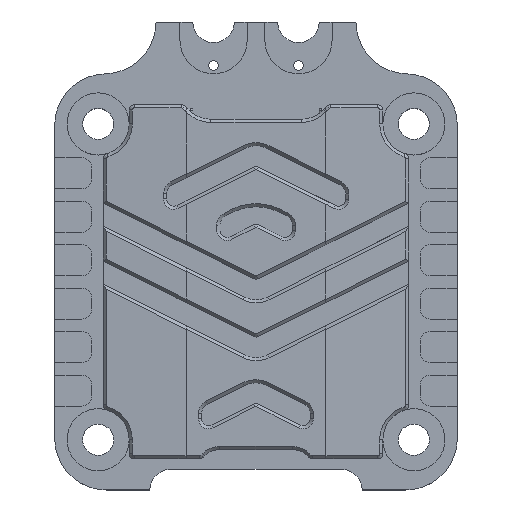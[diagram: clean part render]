
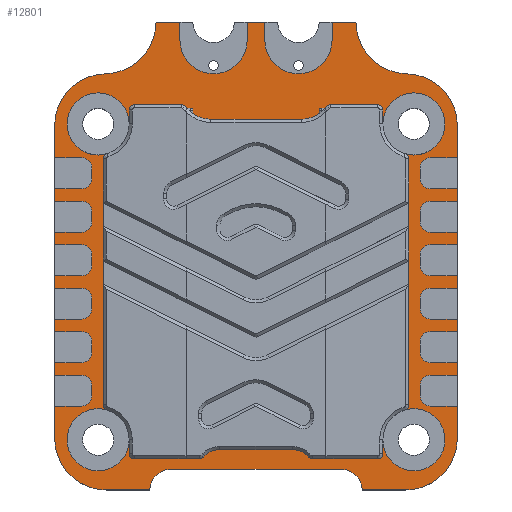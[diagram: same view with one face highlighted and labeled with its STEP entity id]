
A CAD part, top view. The second image highlights one B-rep face of the part: STEP entity #12801.
In plain terms, the highlighted planar face has unit normal (0, 0, 1).
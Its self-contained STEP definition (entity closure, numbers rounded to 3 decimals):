
#742=FACE_BOUND('',#1660,.T.);
#743=FACE_BOUND('',#1661,.T.);
#744=FACE_BOUND('',#1662,.T.);
#745=FACE_BOUND('',#1663,.T.);
#746=FACE_BOUND('',#1664,.T.);
#747=FACE_BOUND('',#1665,.T.);
#799=FACE_OUTER_BOUND('',#1659,.T.);
#1659=EDGE_LOOP('',(#8706,#8707,#8708,#8709,#8710,#8711,#8712,#8713,#8714,
#8715,#8716,#8717,#8718,#8719,#8720,#8721,#8722,#8723,#8724,#8725));
#1660=EDGE_LOOP('',(#8726));
#1661=EDGE_LOOP('',(#8727));
#1662=EDGE_LOOP('',(#8728));
#1663=EDGE_LOOP('',(#8729));
#1664=EDGE_LOOP('',(#8730));
#1665=EDGE_LOOP('',(#8731));
#2564=LINE('',#19334,#3778);
#2565=LINE('',#19337,#3779);
#2568=LINE('',#19342,#3782);
#2570=LINE('',#19348,#3784);
#2571=LINE('',#19352,#3785);
#2572=LINE('',#19356,#3786);
#2573=LINE('',#19360,#3787);
#2574=LINE('',#19364,#3788);
#2575=LINE('',#19368,#3789);
#2576=LINE('',#19372,#3790);
#3778=VECTOR('',#15251,10.);
#3779=VECTOR('',#15254,10.);
#3782=VECTOR('',#15259,10.);
#3784=VECTOR('',#15265,10.);
#3785=VECTOR('',#15268,10.);
#3786=VECTOR('',#15271,10.);
#3787=VECTOR('',#15274,10.);
#3788=VECTOR('',#15277,10.);
#3789=VECTOR('',#15280,10.);
#3790=VECTOR('',#15283,10.);
#4966=CIRCLE('',#13723,0.55);
#4969=CIRCLE('',#13727,2.1);
#4970=CIRCLE('',#13729,0.55);
#4973=CIRCLE('',#13733,2.1);
#4974=CIRCLE('',#13738,5.);
#4975=CIRCLE('',#13739,5.);
#4976=CIRCLE('',#13740,5.);
#4977=CIRCLE('',#13741,2.);
#4978=CIRCLE('',#13742,2.);
#4979=CIRCLE('',#13743,5.);
#4980=CIRCLE('',#13744,5.);
#4981=CIRCLE('',#13745,5.);
#4982=CIRCLE('',#13746,2.051);
#4983=CIRCLE('',#13747,2.05);
#4984=CIRCLE('',#13748,2.051);
#4985=CIRCLE('',#13749,2.05);
#5592=VERTEX_POINT('',#19300);
#5596=VERTEX_POINT('',#19309);
#5597=VERTEX_POINT('',#19311);
#5598=VERTEX_POINT('',#19315);
#5602=VERTEX_POINT('',#19324);
#5603=VERTEX_POINT('',#19326);
#5605=VERTEX_POINT('',#19332);
#5606=VERTEX_POINT('',#19336);
#5608=VERTEX_POINT('',#19345);
#5609=VERTEX_POINT('',#19347);
#5610=VERTEX_POINT('',#19349);
#5611=VERTEX_POINT('',#19351);
#5612=VERTEX_POINT('',#19353);
#5613=VERTEX_POINT('',#19355);
#5614=VERTEX_POINT('',#19357);
#5615=VERTEX_POINT('',#19359);
#5616=VERTEX_POINT('',#19361);
#5617=VERTEX_POINT('',#19363);
#5618=VERTEX_POINT('',#19365);
#5619=VERTEX_POINT('',#19367);
#5620=VERTEX_POINT('',#19369);
#5621=VERTEX_POINT('',#19371);
#5622=VERTEX_POINT('',#19374);
#5623=VERTEX_POINT('',#19376);
#5624=VERTEX_POINT('',#19378);
#5625=VERTEX_POINT('',#19380);
#6744=EDGE_CURVE('',#5592,#5592,#4966,.T.);
#6749=EDGE_CURVE('',#5597,#5596,#4969,.T.);
#6751=EDGE_CURVE('',#5598,#5598,#4970,.T.);
#6756=EDGE_CURVE('',#5603,#5602,#4973,.T.);
#6760=EDGE_CURVE('',#5605,#5596,#2564,.T.);
#6761=EDGE_CURVE('',#5606,#5603,#2565,.T.);
#6764=EDGE_CURVE('',#5602,#5597,#2568,.T.);
#6766=EDGE_CURVE('',#5608,#5605,#4974,.T.);
#6767=EDGE_CURVE('',#5609,#5608,#2570,.T.);
#6768=EDGE_CURVE('',#5609,#5610,#4975,.T.);
#6769=EDGE_CURVE('',#5611,#5610,#2571,.T.);
#6770=EDGE_CURVE('',#5611,#5612,#4976,.T.);
#6771=EDGE_CURVE('',#5613,#5612,#2572,.T.);
#6772=EDGE_CURVE('',#5614,#5613,#4977,.T.);
#6773=EDGE_CURVE('',#5615,#5614,#2573,.T.);
#6774=EDGE_CURVE('',#5616,#5615,#4978,.T.);
#6775=EDGE_CURVE('',#5616,#5617,#2574,.T.);
#6776=EDGE_CURVE('',#5617,#5618,#4979,.T.);
#6777=EDGE_CURVE('',#5618,#5619,#2575,.T.);
#6778=EDGE_CURVE('',#5619,#5620,#4980,.T.);
#6779=EDGE_CURVE('',#5620,#5621,#2576,.T.);
#6780=EDGE_CURVE('',#5606,#5621,#4981,.T.);
#6781=EDGE_CURVE('',#5622,#5622,#4982,.T.);
#6782=EDGE_CURVE('',#5623,#5623,#4983,.T.);
#6783=EDGE_CURVE('',#5624,#5624,#4984,.T.);
#6784=EDGE_CURVE('',#5625,#5625,#4985,.T.);
#8706=ORIENTED_EDGE('',*,*,#6749,.T.);
#8707=ORIENTED_EDGE('',*,*,#6760,.F.);
#8708=ORIENTED_EDGE('',*,*,#6766,.F.);
#8709=ORIENTED_EDGE('',*,*,#6767,.F.);
#8710=ORIENTED_EDGE('',*,*,#6768,.T.);
#8711=ORIENTED_EDGE('',*,*,#6769,.F.);
#8712=ORIENTED_EDGE('',*,*,#6770,.T.);
#8713=ORIENTED_EDGE('',*,*,#6771,.F.);
#8714=ORIENTED_EDGE('',*,*,#6772,.F.);
#8715=ORIENTED_EDGE('',*,*,#6773,.F.);
#8716=ORIENTED_EDGE('',*,*,#6774,.F.);
#8717=ORIENTED_EDGE('',*,*,#6775,.T.);
#8718=ORIENTED_EDGE('',*,*,#6776,.T.);
#8719=ORIENTED_EDGE('',*,*,#6777,.T.);
#8720=ORIENTED_EDGE('',*,*,#6778,.T.);
#8721=ORIENTED_EDGE('',*,*,#6779,.T.);
#8722=ORIENTED_EDGE('',*,*,#6780,.F.);
#8723=ORIENTED_EDGE('',*,*,#6761,.T.);
#8724=ORIENTED_EDGE('',*,*,#6756,.T.);
#8725=ORIENTED_EDGE('',*,*,#6764,.T.);
#8726=ORIENTED_EDGE('',*,*,#6781,.F.);
#8727=ORIENTED_EDGE('',*,*,#6782,.F.);
#8728=ORIENTED_EDGE('',*,*,#6783,.F.);
#8729=ORIENTED_EDGE('',*,*,#6784,.F.);
#8730=ORIENTED_EDGE('',*,*,#6751,.T.);
#8731=ORIENTED_EDGE('',*,*,#6744,.T.);
#12391=PLANE('',#13737);
#12801=ADVANCED_FACE('',(#799,#742,#743,#744,#745,#746,#747),#12391,.T.);
#13723=AXIS2_PLACEMENT_3D('',#19301,#15219,#15220);
#13727=AXIS2_PLACEMENT_3D('',#19312,#15229,#15230);
#13729=AXIS2_PLACEMENT_3D('',#19316,#15234,#15235);
#13733=AXIS2_PLACEMENT_3D('',#19327,#15244,#15245);
#13737=AXIS2_PLACEMENT_3D('',#19344,#15261,#15262);
#13738=AXIS2_PLACEMENT_3D('',#19346,#15263,#15264);
#13739=AXIS2_PLACEMENT_3D('',#19350,#15266,#15267);
#13740=AXIS2_PLACEMENT_3D('',#19354,#15269,#15270);
#13741=AXIS2_PLACEMENT_3D('',#19358,#15272,#15273);
#13742=AXIS2_PLACEMENT_3D('',#19362,#15275,#15276);
#13743=AXIS2_PLACEMENT_3D('',#19366,#15278,#15279);
#13744=AXIS2_PLACEMENT_3D('',#19370,#15281,#15282);
#13745=AXIS2_PLACEMENT_3D('',#19373,#15284,#15285);
#13746=AXIS2_PLACEMENT_3D('',#19375,#15286,#15287);
#13747=AXIS2_PLACEMENT_3D('',#19377,#15288,#15289);
#13748=AXIS2_PLACEMENT_3D('',#19379,#15290,#15291);
#13749=AXIS2_PLACEMENT_3D('',#19381,#15292,#15293);
#15219=DIRECTION('center_axis',(0.,0.,-1.));
#15220=DIRECTION('ref_axis',(1.,0.,0.));
#15229=DIRECTION('center_axis',(0.,0.,-1.));
#15230=DIRECTION('ref_axis',(-1.,0.,0.));
#15234=DIRECTION('center_axis',(0.,0.,-1.));
#15235=DIRECTION('ref_axis',(1.,0.,0.));
#15244=DIRECTION('center_axis',(0.,0.,-1.));
#15245=DIRECTION('ref_axis',(-1.,0.,0.));
#15251=DIRECTION('',(1.,0.,0.));
#15254=DIRECTION('',(-1.,0.,0.));
#15259=DIRECTION('',(-1.,0.,0.));
#15261=DIRECTION('center_axis',(0.,0.,1.));
#15262=DIRECTION('ref_axis',(1.,0.,0.));
#15263=DIRECTION('center_axis',(0.,0.,1.));
#15264=DIRECTION('ref_axis',(0.,-1.,0.));
#15265=DIRECTION('',(-1.,0.,0.));
#15266=DIRECTION('center_axis',(0.,0.,1.));
#15267=DIRECTION('ref_axis',(0.,1.,0.));
#15268=DIRECTION('',(0.,1.,0.));
#15269=DIRECTION('center_axis',(0.,0.,1.));
#15270=DIRECTION('ref_axis',(-1.,0.,0.));
#15271=DIRECTION('',(-1.,0.,0.));
#15272=DIRECTION('center_axis',(0.,0.,1.));
#15273=DIRECTION('ref_axis',(0.,1.,0.));
#15274=DIRECTION('',(-1.,0.,0.));
#15275=DIRECTION('center_axis',(0.,0.,1.));
#15276=DIRECTION('ref_axis',(1.,0.,0.));
#15277=DIRECTION('',(1.,0.,0.));
#15278=DIRECTION('center_axis',(0.,0.,1.));
#15279=DIRECTION('ref_axis',(0.,-1.,0.));
#15280=DIRECTION('',(0.,1.,0.));
#15281=DIRECTION('center_axis',(0.,0.,1.));
#15282=DIRECTION('ref_axis',(1.,0.,0.));
#15283=DIRECTION('',(1.,0.,0.));
#15284=DIRECTION('center_axis',(0.,0.,1.));
#15285=DIRECTION('ref_axis',(-1.,0.,0.));
#15286=DIRECTION('center_axis',(0.,0.,1.));
#15287=DIRECTION('ref_axis',(1.,0.,0.));
#15288=DIRECTION('center_axis',(0.,0.,1.));
#15289=DIRECTION('ref_axis',(1.,0.,0.));
#15290=DIRECTION('center_axis',(0.,0.,1.));
#15291=DIRECTION('ref_axis',(1.,0.,0.));
#15292=DIRECTION('center_axis',(0.,0.,1.));
#15293=DIRECTION('ref_axis',(1.,0.,0.));
#19300=CARTESIAN_POINT('',(15.136,54.561,0.));
#19301=CARTESIAN_POINT('Origin',(15.686,54.561,0.));
#19309=CARTESIAN_POINT('',(13.586,58.761,0.));
#19311=CARTESIAN_POINT('',(17.786,58.761,0.));
#19312=CARTESIAN_POINT('Origin',(15.686,58.761,0.));
#19315=CARTESIAN_POINT('',(23.336,54.561,0.));
#19316=CARTESIAN_POINT('Origin',(23.886,54.561,0.));
#19324=CARTESIAN_POINT('',(21.786,58.761,0.));
#19326=CARTESIAN_POINT('',(25.986,58.761,0.));
#19327=CARTESIAN_POINT('Origin',(23.886,58.761,0.));
#19332=CARTESIAN_POINT('',(10.134,58.761,0.));
#19334=CARTESIAN_POINT('',(10.134,58.761,0.));
#19336=CARTESIAN_POINT('',(29.438,58.761,0.));
#19337=CARTESIAN_POINT('',(29.438,58.761,0.));
#19342=CARTESIAN_POINT('',(21.886,58.761,0.));
#19344=CARTESIAN_POINT('Origin',(19.786,36.161,0.));
#19345=CARTESIAN_POINT('',(5.134,53.761,0.));
#19346=CARTESIAN_POINT('Origin',(5.134,58.761,0.));
#19347=CARTESIAN_POINT('',(5.336,53.761,0.));
#19348=CARTESIAN_POINT('',(5.336,53.761,0.));
#19349=CARTESIAN_POINT('',(0.336,48.761,0.));
#19350=CARTESIAN_POINT('Origin',(5.336,48.761,0.));
#19351=CARTESIAN_POINT('',(0.336,18.561,0.));
#19352=CARTESIAN_POINT('',(0.336,18.561,0.));
#19353=CARTESIAN_POINT('',(5.336,13.561,0.));
#19354=CARTESIAN_POINT('Origin',(5.336,18.561,0.));
#19355=CARTESIAN_POINT('',(9.536,13.561,0.));
#19356=CARTESIAN_POINT('',(9.536,13.561,0.));
#19357=CARTESIAN_POINT('',(11.536,15.561,0.));
#19358=CARTESIAN_POINT('Origin',(11.536,13.561,0.));
#19359=CARTESIAN_POINT('',(28.036,15.561,0.));
#19360=CARTESIAN_POINT('',(19.786,15.561,0.));
#19361=CARTESIAN_POINT('',(30.036,13.561,0.));
#19362=CARTESIAN_POINT('Origin',(28.036,13.561,0.));
#19363=CARTESIAN_POINT('',(34.237,13.561,0.));
#19364=CARTESIAN_POINT('',(30.036,13.561,0.));
#19365=CARTESIAN_POINT('',(39.237,18.561,0.));
#19366=CARTESIAN_POINT('Origin',(34.237,18.561,0.));
#19367=CARTESIAN_POINT('',(39.237,48.761,0.));
#19368=CARTESIAN_POINT('',(39.237,18.561,0.));
#19369=CARTESIAN_POINT('',(34.237,53.761,0.));
#19370=CARTESIAN_POINT('Origin',(34.237,48.761,0.));
#19371=CARTESIAN_POINT('',(34.438,53.761,0.));
#19372=CARTESIAN_POINT('',(34.237,53.761,0.));
#19373=CARTESIAN_POINT('Origin',(34.438,58.761,0.));
#19374=CARTESIAN_POINT('',(2.486,48.911,0.));
#19375=CARTESIAN_POINT('Origin',(4.536,48.911,0.));
#19376=CARTESIAN_POINT('',(2.486,18.411,0.));
#19377=CARTESIAN_POINT('Origin',(4.536,18.411,0.));
#19378=CARTESIAN_POINT('',(32.986,48.911,0.));
#19379=CARTESIAN_POINT('Origin',(35.036,48.911,0.));
#19380=CARTESIAN_POINT('',(32.986,18.411,0.));
#19381=CARTESIAN_POINT('Origin',(35.036,18.411,0.));
